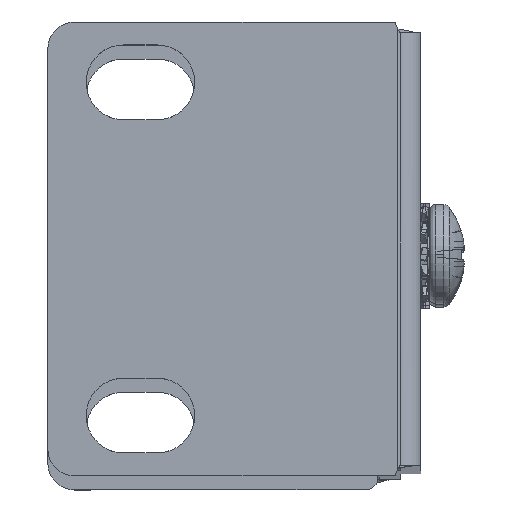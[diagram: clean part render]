
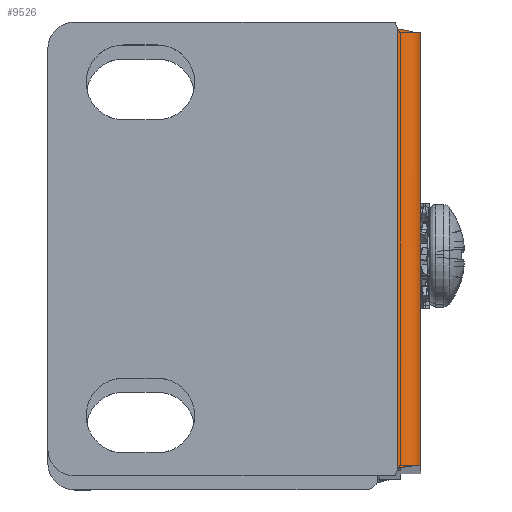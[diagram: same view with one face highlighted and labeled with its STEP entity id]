
A CAD part, top view. The second image highlights one B-rep face of the part: STEP entity #9526.
In plain terms, the highlighted cylindrical face has radius 2.184 mm (diameter 4.369 mm), a partial arc.
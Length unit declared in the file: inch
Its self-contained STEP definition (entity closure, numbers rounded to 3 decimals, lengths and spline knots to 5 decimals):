
#327 = EDGE_LOOP ( 'NONE', ( #13298, #13064, #13334, #12315, #14208, #12326 ) ) ;
#1328 = CARTESIAN_POINT ( 'NONE',  ( -0.086, -0.82362, -0.93 ) ) ;
#1466 = CARTESIAN_POINT ( 'NONE',  ( -0.01751, -0.8095, -0.96399 ) ) ;
#1556 = CARTESIAN_POINT ( 'NONE',  ( 0., 0.8095, -1.016 ) ) ;
#1559 = CARTESIAN_POINT ( 'NONE',  ( -0.01751, 0.8095, -0.96399 ) ) ;
#1950 = CARTESIAN_POINT ( 'NONE',  ( 0., -0.8095, -1.016 ) ) ;
#2032 = CARTESIAN_POINT ( 'NONE',  ( -0.086, 0.82362, -0.93 ) ) ;
#3236 = CIRCLE ( 'NONE', #3483, 0.086 ) ;
#3289 = VECTOR ( 'NONE', #5073, 39.37008 ) ;
#3473 = AXIS2_PLACEMENT_3D ( 'NONE', #5456, #5372, #4636 ) ;
#3483 = AXIS2_PLACEMENT_3D ( 'NONE', #5461, #5462, #5460 ) ;
#3493 = CIRCLE ( 'NONE', #3473, 0.086 ) ;
#3677 = DIRECTION ( 'NONE',  ( 0., -1., 0. ) ) ;
#3729 = CARTESIAN_POINT ( 'NONE',  ( -0.086, -0.8495, -0.93 ) ) ;
#4489 = LINE ( 'NONE', #3729, #8217 ) ;
#4636 = DIRECTION ( 'NONE',  ( 0., 0., 1. ) ) ;
#4643 = CARTESIAN_POINT ( 'NONE',  ( 0., -0.8495, -1.016 ) ) ;
#4845 = LINE ( 'NONE', #4643, #3289 ) ;
#5073 = DIRECTION ( 'NONE',  ( 0., -1., 0. ) ) ;
#5372 = DIRECTION ( 'NONE',  ( 0., -1., 0. ) ) ;
#5417 = CARTESIAN_POINT ( 'NONE',  ( -0.03594, 0.81421, -0.94484 ) ) ;
#5419 = CARTESIAN_POINT ( 'NONE',  ( -0.0255, 0.81185, -0.95347 ) ) ;
#5420 = CARTESIAN_POINT ( 'NONE',  ( -0.01751, 0.8095, -0.96399 ) ) ;
#5421 = CARTESIAN_POINT ( 'NONE',  ( -0.0596, 0.81891, -0.93309 ) ) ;
#5436 = CARTESIAN_POINT ( 'NONE',  ( -0.086, 0.82362, -0.93 ) ) ;
#5439 = CARTESIAN_POINT ( 'NONE',  ( -0.07279, 0.82127, -0.93 ) ) ;
#5440 = CARTESIAN_POINT ( 'NONE',  ( -0.086, -0.82362, -0.93 ) ) ;
#5442 = CARTESIAN_POINT ( 'NONE',  ( -0.07797, -0.81968, -0.93 ) ) ;
#5445 = CARTESIAN_POINT ( 'NONE',  ( -0.06709, -0.8165, -0.93107 ) ) ;
#5446 = CARTESIAN_POINT ( 'NONE',  ( -0.04248, -0.81179, -0.94066 ) ) ;
#5452 = CARTESIAN_POINT ( 'NONE',  ( -0.02867, -0.81025, -0.94929 ) ) ;
#5453 = CARTESIAN_POINT ( 'NONE',  ( -0.01751, -0.8095, -0.96399 ) ) ;
#5456 = CARTESIAN_POINT ( 'NONE',  ( -0.086, -0.8095, -1.016 ) ) ;
#5460 = DIRECTION ( 'NONE',  ( 0., 0., 1. ) ) ;
#5461 = CARTESIAN_POINT ( 'NONE',  ( -0.086, 0.8095, -1.016 ) ) ;
#5462 = DIRECTION ( 'NONE',  ( 0., 1., 0. ) ) ;
#8150 = DIRECTION ( 'NONE',  ( 0., 0., 1. ) ) ;
#8154 = CARTESIAN_POINT ( 'NONE',  ( -0.086, -1.64991, -1.016 ) ) ;
#8156 = FACE_OUTER_BOUND ( 'NONE', #327, .T. ) ;
#8157 = CYLINDRICAL_SURFACE ( 'NONE', #8452, 0.086 ) ;
#8162 = DIRECTION ( 'NONE',  ( 0., 1., 0. ) ) ;
#8217 = VECTOR ( 'NONE', #3677, 39.37008 ) ;
#8452 = AXIS2_PLACEMENT_3D ( 'NONE', #8154, #8162, #8150 ) ;
#9070 = B_SPLINE_CURVE_WITH_KNOTS ( 'NONE', 3,
 ( #5436, #5439, #5421, #5417, #5419, #5420 ),
 .UNSPECIFIED., .F., .F.,
 ( 4, 2, 4 ),
 ( 0., 0.5, 1. ),
 .UNSPECIFIED. ) ;
#9072 = B_SPLINE_CURVE_WITH_KNOTS ( 'NONE', 3,
 ( #5453, #5452, #5446, #5445, #5442, #5440 ),
 .UNSPECIFIED., .F., .F.,
 ( 4, 2, 4 ),
 ( 0., 0.5, 1. ),
 .UNSPECIFIED. ) ;
#9526 = ADVANCED_FACE ( 'NONE', ( #8156 ), #8157, .T. ) ;
#9859 = EDGE_CURVE ( 'NONE', #14625, #15135, #4489, .T. ) ;
#9942 = EDGE_CURVE ( 'NONE', #15023, #14709, #4845, .T. ) ;
#9946 = EDGE_CURVE ( 'NONE', #15025, #15023, #3236, .T. ) ;
#9948 = EDGE_CURVE ( 'NONE', #14709, #15069, #3493, .T. ) ;
#9951 = EDGE_CURVE ( 'NONE', #15069, #15135, #9072, .T. ) ;
#9953 = EDGE_CURVE ( 'NONE', #14625, #15025, #9070, .T. ) ;
#12315 = ORIENTED_EDGE ( 'NONE', *, *, #9942, .F. ) ;
#12326 = ORIENTED_EDGE ( 'NONE', *, *, #9953, .F. ) ;
#13064 = ORIENTED_EDGE ( 'NONE', *, *, #9951, .F. ) ;
#13298 = ORIENTED_EDGE ( 'NONE', *, *, #9859, .T. ) ;
#13334 = ORIENTED_EDGE ( 'NONE', *, *, #9948, .F. ) ;
#14208 = ORIENTED_EDGE ( 'NONE', *, *, #9946, .F. ) ;
#14625 = VERTEX_POINT ( 'NONE', #2032 ) ;
#14709 = VERTEX_POINT ( 'NONE', #1950 ) ;
#15023 = VERTEX_POINT ( 'NONE', #1556 ) ;
#15025 = VERTEX_POINT ( 'NONE', #1559 ) ;
#15069 = VERTEX_POINT ( 'NONE', #1466 ) ;
#15135 = VERTEX_POINT ( 'NONE', #1328 ) ;
